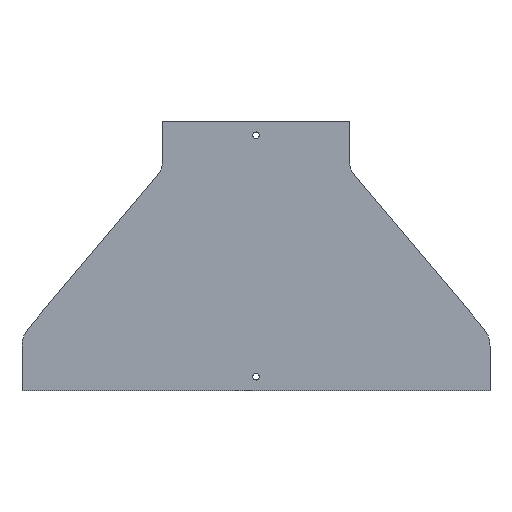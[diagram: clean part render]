
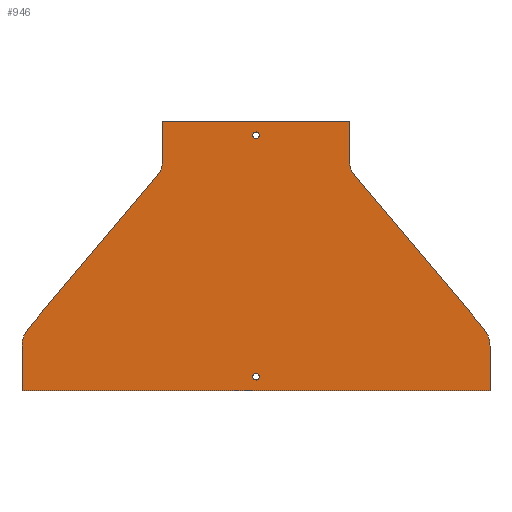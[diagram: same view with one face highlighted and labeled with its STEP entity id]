
A CAD part, front view. The second image highlights one B-rep face of the part: STEP entity #946.
In plain terms, the highlighted planar face has unit normal (0, -1, 0).
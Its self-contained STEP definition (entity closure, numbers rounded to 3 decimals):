
#1 = DIRECTION ( 'NONE',  ( 0., 0., -1. ) ) ;
#54 = CARTESIAN_POINT ( 'NONE',  ( 0., 0., -273. ) ) ;
#55 = DIRECTION ( 'NONE',  ( 0., 0., 1. ) ) ;
#78 = CARTESIAN_POINT ( 'NONE',  ( -104.706, 0., -56.933 ) ) ;
#82 = DIRECTION ( 'NONE',  ( 0.644, 0., 0.765 ) ) ;
#175 = DIRECTION ( 'NONE',  ( 0., -1., 0. ) ) ;
#177 = DIRECTION ( 'NONE',  ( 0., -1., 0. ) ) ;
#178 = CARTESIAN_POINT ( 'NONE',  ( -120., 0., -44.045 ) ) ;
#197 = CARTESIAN_POINT ( 'NONE',  ( 220., 0., -240.303 ) ) ;
#202 = DIRECTION ( 'NONE',  ( 0., 1., 0. ) ) ;
#219 = DIRECTION ( 'NONE',  ( 0., 0., -1. ) ) ;
#382 = CARTESIAN_POINT ( 'NONE',  ( -100., 0., 0. ) ) ;
#394 = DIRECTION ( 'NONE',  ( 0., 0., 1. ) ) ;
#447 = DIRECTION ( 'NONE',  ( 1., 0., 0. ) ) ;
#456 = CARTESIAN_POINT ( 'NONE',  ( -100., 0., 0. ) ) ;
#459 = DIRECTION ( 'NONE',  ( 0., 0., 1. ) ) ;
#460 = DIRECTION ( 'NONE',  ( 0., 1., 0. ) ) ;
#461 = CARTESIAN_POINT ( 'NONE',  ( -220., 0., -240.303 ) ) ;
#468 = DIRECTION ( 'NONE',  ( -1., 0., 0. ) ) ;
#469 = CARTESIAN_POINT ( 'NONE',  ( -250., 0., -288. ) ) ;
#506 = CARTESIAN_POINT ( 'NONE',  ( -250., 0., -240.303 ) ) ;
#508 = DIRECTION ( 'NONE',  ( 0., 0., 1. ) ) ;
#512 = CARTESIAN_POINT ( 'NONE',  ( 100., 0., -44.045 ) ) ;
#520 = DIRECTION ( 'NONE',  ( 0., 0., -1. ) ) ;
#522 = DIRECTION ( 'NONE',  ( 0., -1., 0. ) ) ;
#526 = CARTESIAN_POINT ( 'NONE',  ( 0., 0., -15. ) ) ;
#530 = CARTESIAN_POINT ( 'NONE',  ( 250., 0., -240.303 ) ) ;
#538 = DIRECTION ( 'NONE',  ( 0., 0., -1. ) ) ;
#548 = DIRECTION ( 'NONE',  ( 0., 0., -1. ) ) ;
#549 = CARTESIAN_POINT ( 'NONE',  ( 100., 0., 0. ) ) ;
#555 = CARTESIAN_POINT ( 'NONE',  ( 120., 0., -44.045 ) ) ;
#557 = DIRECTION ( 'NONE',  ( 0.644, 0., -0.765 ) ) ;
#559 = CARTESIAN_POINT ( 'NONE',  ( 104.706, 0., -56.933 ) ) ;
#560 = DIRECTION ( 'NONE',  ( 0., 0., -1. ) ) ;
#561 = DIRECTION ( 'NONE',  ( 0., -1., 0. ) ) ;
#597 = AXIS2_PLACEMENT_3D ( 'NONE', #461, #460, #459 ) ;
#607 = AXIS2_PLACEMENT_3D ( 'NONE', #197, #202, #219 ) ;
#609 = AXIS2_PLACEMENT_3D ( 'NONE', #555, #561, #560 ) ;
#627 = AXIS2_PLACEMENT_3D ( 'NONE', #526, #522, #520 ) ;
#629 = AXIS2_PLACEMENT_3D ( 'NONE', #54, #175, #1 ) ;
#630 = AXIS2_PLACEMENT_3D ( 'NONE', #178, #177, #55 ) ;
#719 = EDGE_CURVE ( 'NONE', #1997, #2000, #1359, .T. ) ;
#727 = EDGE_CURVE ( 'NONE', #2000, #1221, #1374, .T. ) ;
#728 = EDGE_CURVE ( 'NONE', #1632, #1632, #1375, .T. ) ;
#730 = EDGE_CURVE ( 'NONE', #1635, #1635, #1377, .T. ) ;
#748 = EDGE_CURVE ( 'NONE', #1193, #1195, #1407, .T. ) ;
#768 = EDGE_CURVE ( 'NONE', #1221, #1193, #1435, .T. ) ;
#779 = EDGE_CURVE ( 'NONE', #1195, #1185, #1454, .T. ) ;
#782 = EDGE_CURVE ( 'NONE', #1185, #1210, #1462, .T. ) ;
#785 = EDGE_CURVE ( 'NONE', #1210, #1202, #1467, .T. ) ;
#788 = EDGE_CURVE ( 'NONE', #1202, #1207, #1472, .T. ) ;
#799 = EDGE_CURVE ( 'NONE', #1207, #1945, #1488, .T. ) ;
#802 = EDGE_CURVE ( 'NONE', #1945, #1982, #1494, .T. ) ;
#816 = EDGE_CURVE ( 'NONE', #1982, #1946, #1519, .T. ) ;
#819 = EDGE_CURVE ( 'NONE', #1946, #1997, #1524, .T. ) ;
#861 = AXIS2_PLACEMENT_3D ( 'NONE', #1687, #1683, #1690 ) ;
#886 = CARTESIAN_POINT ( 'NONE',  ( -100., 0., 0. ) ) ;
#946 = ADVANCED_FACE ( 'NONE', ( #1624, #1634, #1629 ), #1685, .F. ) ;
#948 = ORIENTED_EDGE ( 'NONE', *, *, #788, .F. ) ;
#949 = ORIENTED_EDGE ( 'NONE', *, *, #785, .F. ) ;
#950 = ORIENTED_EDGE ( 'NONE', *, *, #782, .F. ) ;
#951 = ORIENTED_EDGE ( 'NONE', *, *, #779, .F. ) ;
#952 = ORIENTED_EDGE ( 'NONE', *, *, #748, .F. ) ;
#953 = ORIENTED_EDGE ( 'NONE', *, *, #768, .F. ) ;
#954 = ORIENTED_EDGE ( 'NONE', *, *, #727, .F. ) ;
#955 = ORIENTED_EDGE ( 'NONE', *, *, #719, .F. ) ;
#956 = ORIENTED_EDGE ( 'NONE', *, *, #819, .F. ) ;
#1185 = VERTEX_POINT ( 'NONE', #512 ) ;
#1193 = VERTEX_POINT ( 'NONE', #886 ) ;
#1195 = VERTEX_POINT ( 'NONE', #1830 ) ;
#1202 = VERTEX_POINT ( 'NONE', #1702 ) ;
#1207 = VERTEX_POINT ( 'NONE', #1707 ) ;
#1210 = VERTEX_POINT ( 'NONE', #1710 ) ;
#1221 = VERTEX_POINT ( 'NONE', #1721 ) ;
#1359 = LINE ( 'NONE', #78, #1362 ) ;
#1362 = VECTOR ( 'NONE', #82, 1000. ) ;
#1374 = CIRCLE ( 'NONE', #630, 20. ) ;
#1375 = CIRCLE ( 'NONE', #629, 3.5 ) ;
#1377 = CIRCLE ( 'NONE', #627, 3.5 ) ;
#1407 = LINE ( 'NONE', #456, #1409 ) ;
#1409 = VECTOR ( 'NONE', #447, 1000. ) ;
#1435 = LINE ( 'NONE', #382, #1440 ) ;
#1440 = VECTOR ( 'NONE', #394, 1000. ) ;
#1454 = LINE ( 'NONE', #549, #1459 ) ;
#1459 = VECTOR ( 'NONE', #548, 1000. ) ;
#1462 = CIRCLE ( 'NONE', #609, 20. ) ;
#1467 = LINE ( 'NONE', #559, #1469 ) ;
#1469 = VECTOR ( 'NONE', #557, 1000. ) ;
#1472 = CIRCLE ( 'NONE', #607, 30. ) ;
#1488 = LINE ( 'NONE', #530, #1491 ) ;
#1491 = VECTOR ( 'NONE', #538, 1000. ) ;
#1494 = LINE ( 'NONE', #469, #1497 ) ;
#1497 = VECTOR ( 'NONE', #468, 1000. ) ;
#1519 = LINE ( 'NONE', #506, #1521 ) ;
#1521 = VECTOR ( 'NONE', #508, 1000. ) ;
#1524 = CIRCLE ( 'NONE', #597, 30. ) ;
#1624 = FACE_BOUND ( 'NONE', #1897, .T. ) ;
#1629 = FACE_OUTER_BOUND ( 'NONE', #1879, .T. ) ;
#1632 = VERTEX_POINT ( 'NONE', #1798 ) ;
#1634 = FACE_BOUND ( 'NONE', #1900, .T. ) ;
#1635 = VERTEX_POINT ( 'NONE', #1800 ) ;
#1683 = DIRECTION ( 'NONE',  ( 0., 1., 0. ) ) ;
#1685 = PLANE ( 'NONE',  #861 ) ;
#1687 = CARTESIAN_POINT ( 'NONE',  ( -120., 0., -44.045 ) ) ;
#1690 = DIRECTION ( 'NONE',  ( 0., 0., 1. ) ) ;
#1702 = CARTESIAN_POINT ( 'NONE',  ( 242.941, 0., -220.971 ) ) ;
#1707 = CARTESIAN_POINT ( 'NONE',  ( 250., 0., -240.303 ) ) ;
#1710 = CARTESIAN_POINT ( 'NONE',  ( 104.706, 0., -56.933 ) ) ;
#1721 = CARTESIAN_POINT ( 'NONE',  ( -100., 0., -44.045 ) ) ;
#1736 = CARTESIAN_POINT ( 'NONE',  ( -250., 0., -240.303 ) ) ;
#1741 = CARTESIAN_POINT ( 'NONE',  ( 250., 0., -288. ) ) ;
#1776 = CARTESIAN_POINT ( 'NONE',  ( -250., 0., -288. ) ) ;
#1791 = CARTESIAN_POINT ( 'NONE',  ( -242.941, 0., -220.971 ) ) ;
#1794 = CARTESIAN_POINT ( 'NONE',  ( -104.706, 0., -56.933 ) ) ;
#1798 = CARTESIAN_POINT ( 'NONE',  ( 0., 0., -276.5 ) ) ;
#1800 = CARTESIAN_POINT ( 'NONE',  ( 0., 0., -18.5 ) ) ;
#1830 = CARTESIAN_POINT ( 'NONE',  ( 100., 0., 0. ) ) ;
#1831 = ORIENTED_EDGE ( 'NONE', *, *, #802, .F. ) ;
#1847 = ORIENTED_EDGE ( 'NONE', *, *, #728, .F. ) ;
#1852 = ORIENTED_EDGE ( 'NONE', *, *, #816, .F. ) ;
#1856 = ORIENTED_EDGE ( 'NONE', *, *, #730, .F. ) ;
#1857 = ORIENTED_EDGE ( 'NONE', *, *, #799, .F. ) ;
#1879 = EDGE_LOOP ( 'NONE', ( #1852, #1831, #1857, #948, #949, #950, #951, #952, #953, #954, #955, #956 ) ) ;
#1897 = EDGE_LOOP ( 'NONE', ( #1847 ) ) ;
#1900 = EDGE_LOOP ( 'NONE', ( #1856 ) ) ;
#1945 = VERTEX_POINT ( 'NONE', #1741 ) ;
#1946 = VERTEX_POINT ( 'NONE', #1736 ) ;
#1982 = VERTEX_POINT ( 'NONE', #1776 ) ;
#1997 = VERTEX_POINT ( 'NONE', #1791 ) ;
#2000 = VERTEX_POINT ( 'NONE', #1794 ) ;
